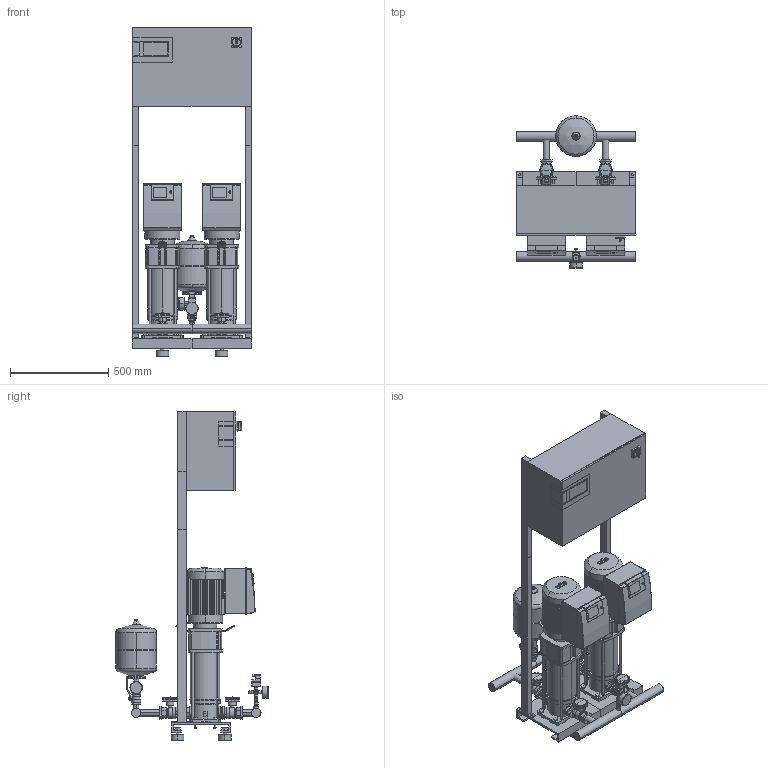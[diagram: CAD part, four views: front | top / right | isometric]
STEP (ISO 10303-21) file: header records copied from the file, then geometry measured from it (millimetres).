
FILE_DESCRIPTION((''),'2;1');
FILE_NAME('3d_COR-2HELIXVE407_K_CCE-01-2539316.stp','2015-10-05T07:11:34',(''),(''),'Mechanical Desktop 2009','Mechanical Desktop 2009',', , ');
FILE_SCHEMA(('CONFIG_CONTROL_DESIGN'));
Length unit declared in the file: millimetre
Products named in the file (1): Product
Bounding box: 600 x 773 x 1670 mm (x, y, z)
Volume: 125896939.8 mm3; surface area: 5723563.7 mm2
Topology: 116 solids, 116 shells, 3099 faces, 7813 edges, 5066 vertices
Faces by surface type: plane 1266, bspline 864, cylinder 796, cone 109, torus 48, sphere 16
Entity records: 101912 total; most frequent: CARTESIAN_POINT 28498, ORIENTED_EDGE 15542, DIRECTION 14378, EDGE_CURVE 7771, VERTEX_POINT 5059, VECTOR 4916, LINE 4916, AXIS2_PLACEMENT_3D 4731
